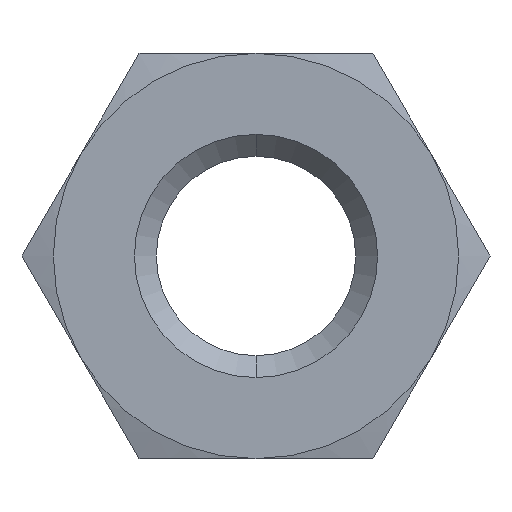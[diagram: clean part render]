
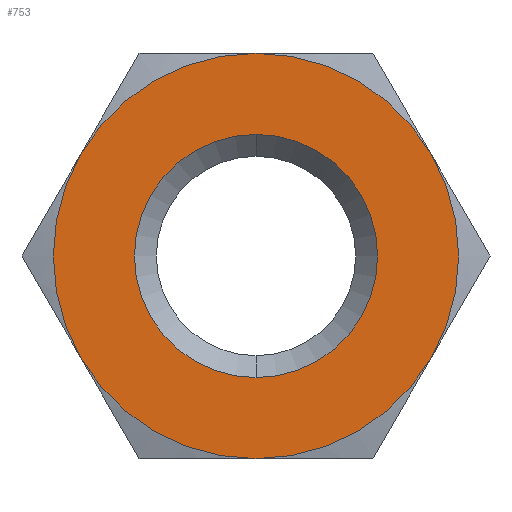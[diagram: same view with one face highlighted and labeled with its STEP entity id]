
A CAD part, left-side view. The second image highlights one B-rep face of the part: STEP entity #753.
In plain terms, the highlighted planar face has unit normal (-1, 0, 0).
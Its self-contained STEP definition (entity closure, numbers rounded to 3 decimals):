
#9 = ORIENTED_EDGE ( 'NONE', *, *, #510, .F. ) ;
#10 = AXIS2_PLACEMENT_3D ( 'NONE', #619, #191, #72 ) ;
#19 = FACE_OUTER_BOUND ( 'NONE', #308, .T. ) ;
#20 = CARTESIAN_POINT ( 'NONE',  ( 0., 0., 0. ) ) ;
#36 = CIRCLE ( 'NONE', #403, 5. ) ;
#38 = VERTEX_POINT ( 'NONE', #660 ) ;
#43 = ORIENTED_EDGE ( 'NONE', *, *, #664, .T. ) ;
#48 = CARTESIAN_POINT ( 'NONE',  ( 0., -4.33, -2.5 ) ) ;
#58 = CARTESIAN_POINT ( 'NONE',  ( 0., 0., 3. ) ) ;
#61 = DIRECTION ( 'NONE',  ( 1., 0., 0. ) ) ;
#72 = DIRECTION ( 'NONE',  ( 0., 0., -1. ) ) ;
#107 = CARTESIAN_POINT ( 'NONE',  ( 0., 0., 0. ) ) ;
#133 = DIRECTION ( 'NONE',  ( 0., 0., -1. ) ) ;
#136 = ORIENTED_EDGE ( 'NONE', *, *, #544, .F. ) ;
#140 = EDGE_CURVE ( 'NONE', #476, #519, #36, .T. ) ;
#154 = CIRCLE ( 'NONE', #747, 5. ) ;
#160 = PLANE ( 'NONE',  #556 ) ;
#186 = DIRECTION ( 'NONE',  ( 0., 0., -1. ) ) ;
#187 = DIRECTION ( 'NONE',  ( 1., 0., 0. ) ) ;
#191 = DIRECTION ( 'NONE',  ( 1., 0., 0. ) ) ;
#208 = DIRECTION ( 'NONE',  ( 0., 1., 0. ) ) ;
#212 = EDGE_CURVE ( 'NONE', #418, #676, #452, .T. ) ;
#213 = ORIENTED_EDGE ( 'NONE', *, *, #444, .F. ) ;
#216 = DIRECTION ( 'NONE',  ( 0., 0., -1. ) ) ;
#243 = AXIS2_PLACEMENT_3D ( 'NONE', #371, #622, #500 ) ;
#257 = EDGE_LOOP ( 'NONE', ( #489, #43 ) ) ;
#263 = CARTESIAN_POINT ( 'NONE',  ( 0., 0., 0. ) ) ;
#293 = ORIENTED_EDGE ( 'NONE', *, *, #382, .F. ) ;
#308 = EDGE_LOOP ( 'NONE', ( #136, #9, #293, #604, #213, #425 ) ) ;
#312 = CIRCLE ( 'NONE', #442, 5. ) ;
#355 = CARTESIAN_POINT ( 'NONE',  ( 0., -4.33, 2.5 ) ) ;
#357 = VERTEX_POINT ( 'NONE', #400 ) ;
#371 = CARTESIAN_POINT ( 'NONE',  ( 0., 0., 0. ) ) ;
#379 = CIRCLE ( 'NONE', #665, 5. ) ;
#382 = EDGE_CURVE ( 'NONE', #519, #357, #154, .T. ) ;
#386 = DIRECTION ( 'NONE',  ( 1., 0., 0. ) ) ;
#389 = CIRCLE ( 'NONE', #466, 5. ) ;
#400 = CARTESIAN_POINT ( 'NONE',  ( 0., 0., -5. ) ) ;
#403 = AXIS2_PLACEMENT_3D ( 'NONE', #547, #187, #424 ) ;
#408 = DIRECTION ( 'NONE',  ( 0., 0., -1. ) ) ;
#411 = DIRECTION ( 'NONE',  ( 1., 0., 0. ) ) ;
#418 = VERTEX_POINT ( 'NONE', #58 ) ;
#424 = DIRECTION ( 'NONE',  ( 0., 0., -1. ) ) ;
#425 = ORIENTED_EDGE ( 'NONE', *, *, #614, .F. ) ;
#442 = AXIS2_PLACEMENT_3D ( 'NONE', #605, #61, #133 ) ;
#443 = AXIS2_PLACEMENT_3D ( 'NONE', #483, #739, #186 ) ;
#444 = EDGE_CURVE ( 'NONE', #642, #476, #389, .T. ) ;
#452 = CIRCLE ( 'NONE', #10, 3. ) ;
#466 = AXIS2_PLACEMENT_3D ( 'NONE', #475, #724, #408 ) ;
#475 = CARTESIAN_POINT ( 'NONE',  ( 0., 0., 0. ) ) ;
#476 = VERTEX_POINT ( 'NONE', #355 ) ;
#479 = CIRCLE ( 'NONE', #243, 5. ) ;
#483 = CARTESIAN_POINT ( 'NONE',  ( 0., 0., 0. ) ) ;
#487 = CARTESIAN_POINT ( 'NONE',  ( 0., 4.33, 2.5 ) ) ;
#489 = ORIENTED_EDGE ( 'NONE', *, *, #212, .T. ) ;
#500 = DIRECTION ( 'NONE',  ( 0., 0., -1. ) ) ;
#510 = EDGE_CURVE ( 'NONE', #357, #38, #379, .T. ) ;
#519 = VERTEX_POINT ( 'NONE', #48 ) ;
#544 = EDGE_CURVE ( 'NONE', #38, #616, #312, .T. ) ;
#547 = CARTESIAN_POINT ( 'NONE',  ( 0., 0., 0. ) ) ;
#556 = AXIS2_PLACEMENT_3D ( 'NONE', #263, #386, #208 ) ;
#580 = CIRCLE ( 'NONE', #443, 3. ) ;
#604 = ORIENTED_EDGE ( 'NONE', *, *, #140, .F. ) ;
#605 = CARTESIAN_POINT ( 'NONE',  ( 0., 0., 0. ) ) ;
#614 = EDGE_CURVE ( 'NONE', #616, #642, #479, .T. ) ;
#616 = VERTEX_POINT ( 'NONE', #487 ) ;
#619 = CARTESIAN_POINT ( 'NONE',  ( 0., 0., 0. ) ) ;
#622 = DIRECTION ( 'NONE',  ( 1., 0., 0. ) ) ;
#642 = VERTEX_POINT ( 'NONE', #742 ) ;
#660 = CARTESIAN_POINT ( 'NONE',  ( 0., 4.33, -2.5 ) ) ;
#664 = EDGE_CURVE ( 'NONE', #676, #418, #580, .T. ) ;
#665 = AXIS2_PLACEMENT_3D ( 'NONE', #107, #411, #785 ) ;
#673 = CARTESIAN_POINT ( 'NONE',  ( 0., 0., -3. ) ) ;
#676 = VERTEX_POINT ( 'NONE', #673 ) ;
#724 = DIRECTION ( 'NONE',  ( 1., 0., 0. ) ) ;
#739 = DIRECTION ( 'NONE',  ( 1., 0., 0. ) ) ;
#742 = CARTESIAN_POINT ( 'NONE',  ( 0., 0., 5. ) ) ;
#747 = AXIS2_PLACEMENT_3D ( 'NONE', #20, #772, #216 ) ;
#753 = ADVANCED_FACE ( 'NONE', ( #767, #19 ), #160, .F. ) ;
#767 = FACE_BOUND ( 'NONE', #257, .T. ) ;
#772 = DIRECTION ( 'NONE',  ( 1., 0., 0. ) ) ;
#785 = DIRECTION ( 'NONE',  ( 0., 0., -1. ) ) ;
